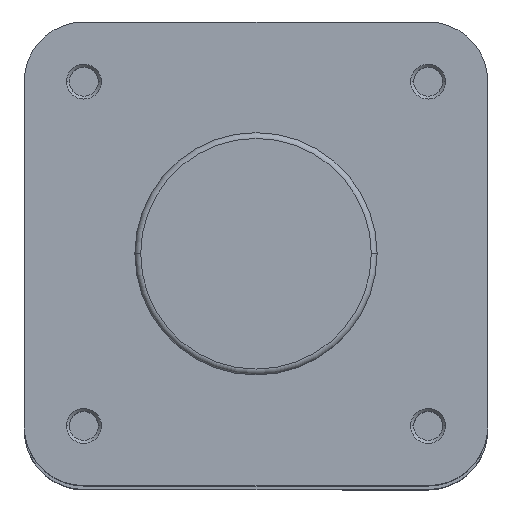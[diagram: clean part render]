
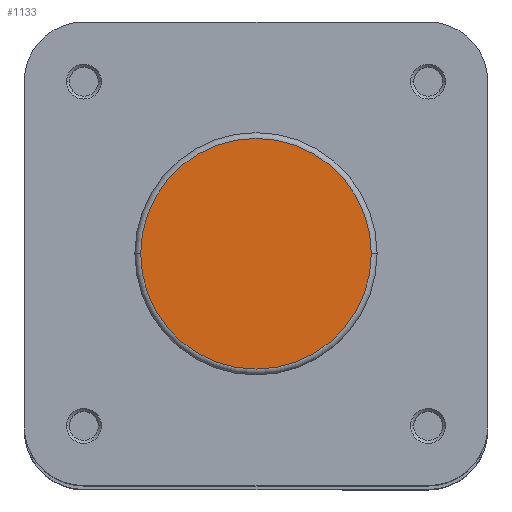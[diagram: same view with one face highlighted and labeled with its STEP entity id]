
A CAD part, top view. The second image highlights one B-rep face of the part: STEP entity #1133.
In plain terms, the highlighted planar face has unit normal (0, 0, 1).
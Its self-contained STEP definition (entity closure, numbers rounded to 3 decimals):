
#237 = EDGE_CURVE ( 'NONE', #1375, #1422, #2096, .T. ) ;
#285 = EDGE_CURVE ( 'NONE', #1422, #1375, #2169, .T. ) ;
#490 = AXIS2_PLACEMENT_3D ( 'NONE', #3025, #3033, #3034 ) ;
#510 = AXIS2_PLACEMENT_3D ( 'NONE', #3144, #3151, #3152 ) ;
#762 = AXIS2_PLACEMENT_3D ( 'NONE', #4027, #4033, #4034 ) ;
#1133 = ADVANCED_FACE ( 'NONE', ( #4572 ), #4024, .F. ) ;
#1375 = VERTEX_POINT ( 'NONE', #4143 ) ;
#1422 = VERTEX_POINT ( 'NONE', #4181 ) ;
#1688 = ORIENTED_EDGE ( 'NONE', *, *, #237, .T. ) ;
#1689 = ORIENTED_EDGE ( 'NONE', *, *, #285, .T. ) ;
#2096 = CIRCLE ( 'NONE', #490, 19.9 ) ;
#2169 = CIRCLE ( 'NONE', #510, 19.9 ) ;
#3025 = CARTESIAN_POINT ( 'NONE',  ( 0., 0., 0. ) ) ;
#3033 = DIRECTION ( 'NONE',  ( 0., 0., 1. ) ) ;
#3034 = DIRECTION ( 'NONE',  ( -1., 0., 0. ) ) ;
#3144 = CARTESIAN_POINT ( 'NONE',  ( 0., 0., 0. ) ) ;
#3151 = DIRECTION ( 'NONE',  ( 0., 0., 1. ) ) ;
#3152 = DIRECTION ( 'NONE',  ( -1., 0., 0. ) ) ;
#4024 = PLANE ( 'NONE',  #762 ) ;
#4027 = CARTESIAN_POINT ( 'NONE',  ( 0., 20.9, 0. ) ) ;
#4033 = DIRECTION ( 'NONE',  ( 0., 0., -1. ) ) ;
#4034 = DIRECTION ( 'NONE',  ( -1., 0., 0. ) ) ;
#4143 = CARTESIAN_POINT ( 'NONE',  ( 19.9, 0., 0. ) ) ;
#4181 = CARTESIAN_POINT ( 'NONE',  ( -19.9, 0., 0. ) ) ;
#4572 = FACE_OUTER_BOUND ( 'NONE', #4725, .T. ) ;
#4725 = EDGE_LOOP ( 'NONE', ( #1689, #1688 ) ) ;
